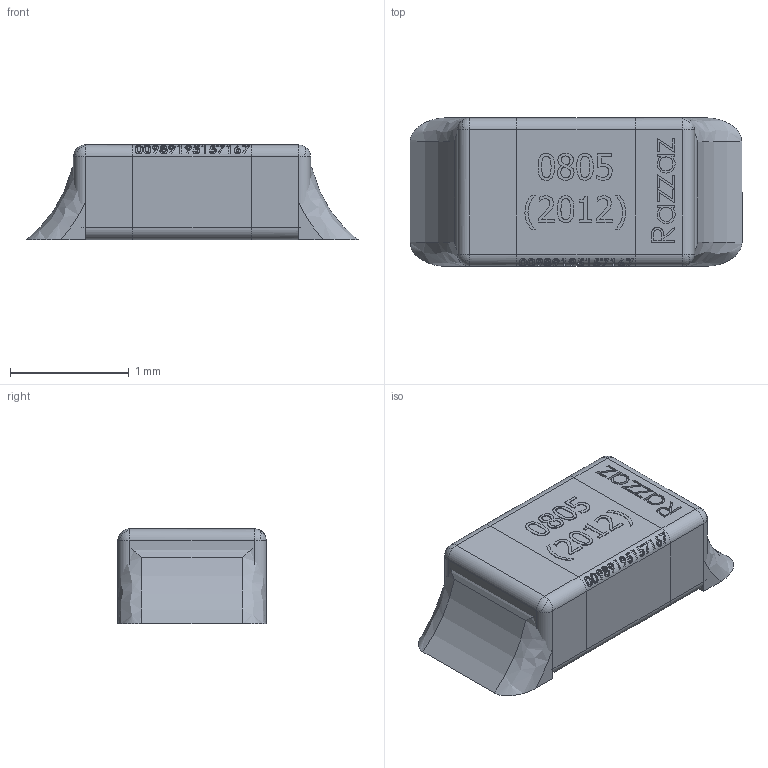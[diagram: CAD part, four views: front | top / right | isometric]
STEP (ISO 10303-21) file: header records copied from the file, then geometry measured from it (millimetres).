
FILE_DESCRIPTION (( 'STEP AP214' ), '1' );
FILE_NAME ('User Library-User Library-0805_Res1.STEP', '2021-01-16T12:45:06', ( '' ), ( '' ), 'SwSTEP 2.0', 'SolidWorks 2020', '' );
FILE_SCHEMA (( 'AUTOMOTIVE_DESIGN' ));
Length unit declared in the file: millimetre
Products named in the file (1): User Library-User Library-0805_Res1
Bounding box: 2.8 x 1.25 x 0.81 mm (x, y, z)
Volume: 2.3 mm3; surface area: 19.1 mm2
Topology: 5 solids, 5 shells, 464 faces, 1208 edges, 800 vertices
Faces by surface type: bspline 239, plane 163, cylinder 46, sphere 16
Entity records: 21045 total; most frequent: CARTESIAN_POINT 9056, ORIENTED_EDGE 2416, DIRECTION 1276, EDGE_CURVE 1208, VERTEX_POINT 800, LINE 624, VECTOR 624, EDGE_LOOP 510
